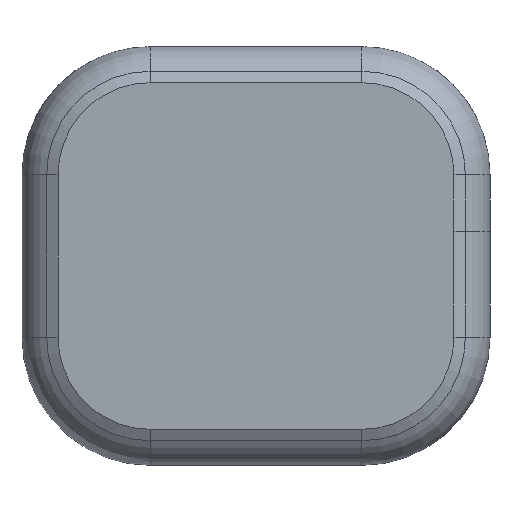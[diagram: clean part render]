
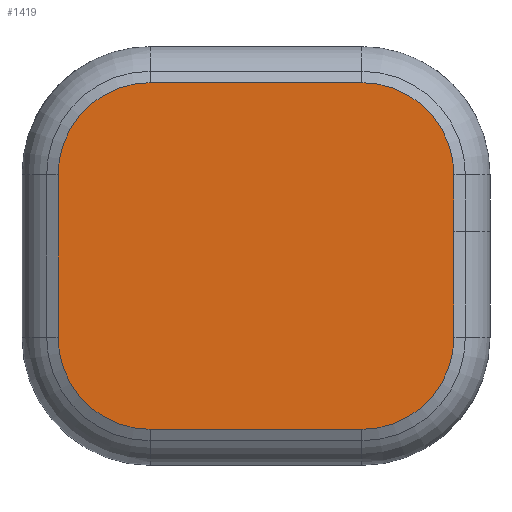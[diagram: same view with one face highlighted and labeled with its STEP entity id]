
A CAD part, front view. The second image highlights one B-rep face of the part: STEP entity #1419.
In plain terms, the highlighted planar face has unit normal (0, -1, 0).
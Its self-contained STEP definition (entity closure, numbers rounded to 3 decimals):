
#29 = DIRECTION ( 'NONE',  ( 0., -1., 0. ) ) ;
#32 = ORIENTED_EDGE ( 'NONE', *, *, #484, .T. ) ;
#38 = VECTOR ( 'NONE', #537, 1000. ) ;
#58 = ORIENTED_EDGE ( 'NONE', *, *, #1242, .T. ) ;
#62 = DIRECTION ( 'NONE',  ( 0., 0., 1. ) ) ;
#73 = EDGE_CURVE ( 'NONE', #910, #1293, #792, .T. ) ;
#109 = DIRECTION ( 'NONE',  ( 0., -1., 0. ) ) ;
#117 = VECTOR ( 'NONE', #800, 1000. ) ;
#145 = EDGE_CURVE ( 'NONE', #1594, #605, #380, .T. ) ;
#150 = EDGE_CURVE ( 'NONE', #422, #646, #1068, .T. ) ;
#179 = DIRECTION ( 'NONE',  ( 1., 0., 0. ) ) ;
#180 = ORIENTED_EDGE ( 'NONE', *, *, #389, .T. ) ;
#196 = CARTESIAN_POINT ( 'NONE',  ( 8.036, 0., 2.3 ) ) ;
#226 = VECTOR ( 'NONE', #288, 1000. ) ;
#235 = CARTESIAN_POINT ( 'NONE',  ( -4.3, 0., -4.3 ) ) ;
#277 = ORIENTED_EDGE ( 'NONE', *, *, #150, .T. ) ;
#278 = LINE ( 'NONE', #835, #226 ) ;
#288 = DIRECTION ( 'NONE',  ( 1., 0., 0. ) ) ;
#316 = VERTEX_POINT ( 'NONE', #1598 ) ;
#326 = AXIS2_PLACEMENT_3D ( 'NONE', #235, #672, #1094 ) ;
#335 = LINE ( 'NONE', #353, #1613 ) ;
#353 = CARTESIAN_POINT ( 'NONE',  ( 8.036, 0., 0. ) ) ;
#372 = CIRCLE ( 'NONE', #481, 3.736 ) ;
#380 = LINE ( 'NONE', #1775, #38 ) ;
#389 = EDGE_CURVE ( 'NONE', #646, #1597, #335, .T. ) ;
#422 = VERTEX_POINT ( 'NONE', #1448 ) ;
#444 = CARTESIAN_POINT ( 'NONE',  ( 7.3, 0., 0. ) ) ;
#452 = DIRECTION ( 'NONE',  ( 0., -1., 0. ) ) ;
#458 = AXIS2_PLACEMENT_3D ( 'NONE', #680, #945, #1357 ) ;
#481 = AXIS2_PLACEMENT_3D ( 'NONE', #789, #109, #1479 ) ;
#484 = EDGE_CURVE ( 'NONE', #1293, #1594, #1699, .T. ) ;
#511 = CARTESIAN_POINT ( 'NONE',  ( 4.3, 0., 6.036 ) ) ;
#537 = DIRECTION ( 'NONE',  ( 0., 0., -1. ) ) ;
#548 = CARTESIAN_POINT ( 'NONE',  ( -4.3, 0., 6.036 ) ) ;
#558 = FACE_OUTER_BOUND ( 'NONE', #1463, .T. ) ;
#563 = EDGE_CURVE ( 'NONE', #1670, #316, #278, .T. ) ;
#605 = VERTEX_POINT ( 'NONE', #743 ) ;
#646 = VERTEX_POINT ( 'NONE', #720 ) ;
#672 = DIRECTION ( 'NONE',  ( 0., -1., 0. ) ) ;
#680 = CARTESIAN_POINT ( 'NONE',  ( 4.3, 0., 2.3 ) ) ;
#684 = CARTESIAN_POINT ( 'NONE',  ( 8.036, 0., -4.3 ) ) ;
#719 = CIRCLE ( 'NONE', #458, 3.736 ) ;
#720 = CARTESIAN_POINT ( 'NONE',  ( 8.036, 0., 0. ) ) ;
#743 = CARTESIAN_POINT ( 'NONE',  ( -8.036, 0., -4.3 ) ) ;
#789 = CARTESIAN_POINT ( 'NONE',  ( 4.3, 0., -4.3 ) ) ;
#792 = LINE ( 'NONE', #511, #117 ) ;
#800 = DIRECTION ( 'NONE',  ( -1., 0., 0. ) ) ;
#801 = CARTESIAN_POINT ( 'NONE',  ( 4.3, 0., 6.036 ) ) ;
#825 = ORIENTED_EDGE ( 'NONE', *, *, #1679, .T. ) ;
#835 = CARTESIAN_POINT ( 'NONE',  ( -4.3, 0., -8.036 ) ) ;
#910 = VERTEX_POINT ( 'NONE', #801 ) ;
#927 = AXIS2_PLACEMENT_3D ( 'NONE', #953, #29, #1384 ) ;
#945 = DIRECTION ( 'NONE',  ( 0., -1., 0. ) ) ;
#953 = CARTESIAN_POINT ( 'NONE',  ( -4.3, 0., 2.3 ) ) ;
#993 = PLANE ( 'NONE',  #1443 ) ;
#1020 = CARTESIAN_POINT ( 'NONE',  ( -8.036, 0., 2.3 ) ) ;
#1039 = VECTOR ( 'NONE', #1104, 1000. ) ;
#1068 = LINE ( 'NONE', #684, #1039 ) ;
#1094 = DIRECTION ( 'NONE',  ( -1., 0., 0. ) ) ;
#1104 = DIRECTION ( 'NONE',  ( 0., 0., 1. ) ) ;
#1224 = ORIENTED_EDGE ( 'NONE', *, *, #1754, .T. ) ;
#1242 = EDGE_CURVE ( 'NONE', #605, #1670, #1359, .T. ) ;
#1293 = VERTEX_POINT ( 'NONE', #548 ) ;
#1357 = DIRECTION ( 'NONE',  ( 1., 0., 0. ) ) ;
#1358 = ORIENTED_EDGE ( 'NONE', *, *, #145, .T. ) ;
#1359 = CIRCLE ( 'NONE', #326, 3.736 ) ;
#1384 = DIRECTION ( 'NONE',  ( 0., 0., 1. ) ) ;
#1419 = ADVANCED_FACE ( 'NONE', ( #558 ), #993, .T. ) ;
#1443 = AXIS2_PLACEMENT_3D ( 'NONE', #444, #452, #179 ) ;
#1448 = CARTESIAN_POINT ( 'NONE',  ( 8.036, 0., -4.3 ) ) ;
#1462 = CARTESIAN_POINT ( 'NONE',  ( -4.3, 0., -8.036 ) ) ;
#1463 = EDGE_LOOP ( 'NONE', ( #277, #180, #825, #1498, #32, #1358, #58, #1627, #1224 ) ) ;
#1479 = DIRECTION ( 'NONE',  ( 0., 0., -1. ) ) ;
#1498 = ORIENTED_EDGE ( 'NONE', *, *, #73, .T. ) ;
#1594 = VERTEX_POINT ( 'NONE', #1020 ) ;
#1597 = VERTEX_POINT ( 'NONE', #196 ) ;
#1598 = CARTESIAN_POINT ( 'NONE',  ( 4.3, 0., -8.036 ) ) ;
#1613 = VECTOR ( 'NONE', #62, 1000. ) ;
#1627 = ORIENTED_EDGE ( 'NONE', *, *, #563, .T. ) ;
#1670 = VERTEX_POINT ( 'NONE', #1462 ) ;
#1679 = EDGE_CURVE ( 'NONE', #1597, #910, #719, .T. ) ;
#1699 = CIRCLE ( 'NONE', #927, 3.736 ) ;
#1754 = EDGE_CURVE ( 'NONE', #316, #422, #372, .T. ) ;
#1775 = CARTESIAN_POINT ( 'NONE',  ( -8.036, 0., 2.3 ) ) ;
